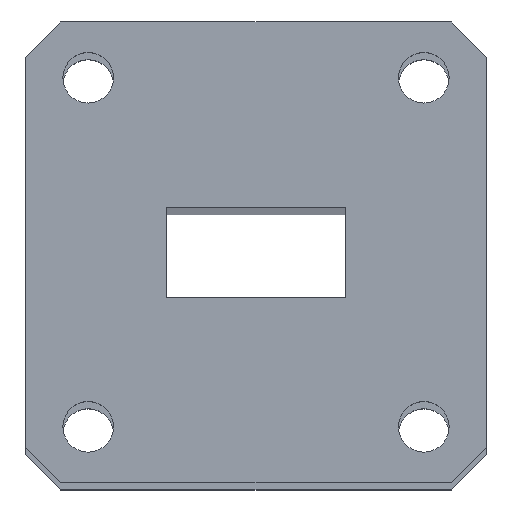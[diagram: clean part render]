
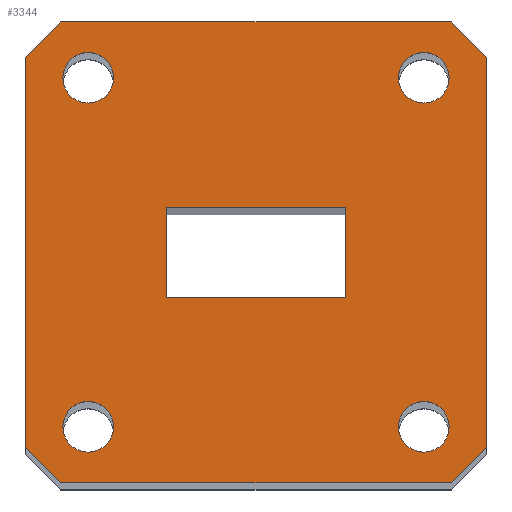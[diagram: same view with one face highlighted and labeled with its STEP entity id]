
A CAD part, top view. The second image highlights one B-rep face of the part: STEP entity #3344.
In plain terms, the highlighted planar face has unit normal (0, 0, 1).
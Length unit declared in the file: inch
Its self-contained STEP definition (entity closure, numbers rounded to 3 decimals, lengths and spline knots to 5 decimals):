
#2 = DIRECTION ( 'NONE',  ( 0., -1., 0. ) ) ;
#6 = ORIENTED_EDGE ( 'NONE', *, *, #4411, .F. ) ;
#64 = VECTOR ( 'NONE', #2, 39.37008 ) ;
#80 = DIRECTION ( 'NONE',  ( 1., 0., 0. ) ) ;
#140 = VERTEX_POINT ( 'NONE', #898 ) ;
#258 = CARTESIAN_POINT ( 'NONE',  ( 0.65591, -0.65591, 0. ) ) ;
#261 = DIRECTION ( 'NONE',  ( 0., 0., 1. ) ) ;
#383 = VERTEX_POINT ( 'NONE', #2020 ) ;
#412 = EDGE_CURVE ( 'NONE', #383, #383, #2455, .T. ) ;
#416 = LINE ( 'NONE', #2458, #2200 ) ;
#441 = CARTESIAN_POINT ( 'NONE',  ( 0.55, -0.497, 0. ) ) ;
#442 = AXIS2_PLACEMENT_3D ( 'NONE', #4090, #4153, #540 ) ;
#443 = DIRECTION ( 'NONE',  ( 0., 1., 0. ) ) ;
#471 = LINE ( 'NONE', #2104, #850 ) ;
#488 = ORIENTED_EDGE ( 'NONE', *, *, #2932, .T. ) ;
#540 = DIRECTION ( 'NONE',  ( 1., 0., 0. ) ) ;
#563 = EDGE_CURVE ( 'NONE', #4329, #4522, #4004, .T. ) ;
#620 = CARTESIAN_POINT ( 'NONE',  ( -0.255, 0.1275, 0. ) ) ;
#661 = EDGE_LOOP ( 'NONE', ( #6, #1112, #4578, #1935 ) ) ;
#715 = PLANE ( 'NONE',  #3483 ) ;
#783 = EDGE_CURVE ( 'NONE', #2344, #961, #4782, .T. ) ;
#850 = VECTOR ( 'NONE', #3960, 39.37008 ) ;
#861 = CARTESIAN_POINT ( 'NONE',  ( -0.65591, -0.55591, 0. ) ) ;
#898 = CARTESIAN_POINT ( 'NONE',  ( 0.55591, -0.65591, 0. ) ) ;
#944 = CARTESIAN_POINT ( 'NONE',  ( -0.478, -0.497, 0. ) ) ;
#961 = VERTEX_POINT ( 'NONE', #1888 ) ;
#1022 = EDGE_CURVE ( 'NONE', #4466, #4410, #1829, .T. ) ;
#1104 = EDGE_CURVE ( 'NONE', #1622, #1622, #4426, .T. ) ;
#1111 = LINE ( 'NONE', #258, #1248 ) ;
#1112 = ORIENTED_EDGE ( 'NONE', *, *, #2354, .F. ) ;
#1153 = VECTOR ( 'NONE', #2835, 39.37008 ) ;
#1172 = CARTESIAN_POINT ( 'NONE',  ( -0.255, -0.1275, 0. ) ) ;
#1174 = VERTEX_POINT ( 'NONE', #3394 ) ;
#1179 = VECTOR ( 'NONE', #3705, 39.37008 ) ;
#1191 = ORIENTED_EDGE ( 'NONE', *, *, #4648, .T. ) ;
#1194 = CARTESIAN_POINT ( 'NONE',  ( -0.255, -0.1275, 0. ) ) ;
#1209 = EDGE_CURVE ( 'NONE', #3251, #3251, #5018, .T. ) ;
#1248 = VECTOR ( 'NONE', #2727, 39.37008 ) ;
#1423 = DIRECTION ( 'NONE',  ( -0.707, 0.707, 0. ) ) ;
#1426 = ORIENTED_EDGE ( 'NONE', *, *, #3357, .T. ) ;
#1453 = CARTESIAN_POINT ( 'NONE',  ( 0.55591, 0.65591, 0. ) ) ;
#1470 = CARTESIAN_POINT ( 'NONE',  ( 0., 0., 0. ) ) ;
#1476 = DIRECTION ( 'NONE',  ( -1., 0., 0. ) ) ;
#1524 = CARTESIAN_POINT ( 'NONE',  ( -0.65591, 0.65591, 0. ) ) ;
#1567 = DIRECTION ( 'NONE',  ( 0., -1., 0. ) ) ;
#1622 = VERTEX_POINT ( 'NONE', #3663 ) ;
#1630 = LINE ( 'NONE', #1172, #64 ) ;
#1663 = ORIENTED_EDGE ( 'NONE', *, *, #1022, .T. ) ;
#1787 = VECTOR ( 'NONE', #2732, 39.37008 ) ;
#1825 = LINE ( 'NONE', #620, #3732 ) ;
#1829 = LINE ( 'NONE', #5052, #2208 ) ;
#1888 = CARTESIAN_POINT ( 'NONE',  ( 0.255, -0.1275, 0. ) ) ;
#1935 = ORIENTED_EDGE ( 'NONE', *, *, #2061, .F. ) ;
#1977 = FACE_BOUND ( 'NONE', #3637, .T. ) ;
#2020 = CARTESIAN_POINT ( 'NONE',  ( -0.406, 0.497, 0. ) ) ;
#2024 = CARTESIAN_POINT ( 'NONE',  ( -0.65591, -0.55591, 0. ) ) ;
#2061 = EDGE_CURVE ( 'NONE', #2581, #2344, #1630, .T. ) ;
#2069 = DIRECTION ( 'NONE',  ( 1., 0., 0. ) ) ;
#2104 = CARTESIAN_POINT ( 'NONE',  ( 0.55591, -0.65591, 0. ) ) ;
#2125 = ORIENTED_EDGE ( 'NONE', *, *, #5128, .T. ) ;
#2134 = LINE ( 'NONE', #3668, #3301 ) ;
#2161 = CARTESIAN_POINT ( 'NONE',  ( -0.478, 0.497, 0. ) ) ;
#2200 = VECTOR ( 'NONE', #443, 39.37008 ) ;
#2208 = VECTOR ( 'NONE', #1423, 39.37008 ) ;
#2276 = EDGE_LOOP ( 'NONE', ( #2719, #1191, #2125, #1663, #488, #1426, #2528, #4755 ) ) ;
#2344 = VERTEX_POINT ( 'NONE', #1194 ) ;
#2354 = EDGE_CURVE ( 'NONE', #961, #5006, #416, .T. ) ;
#2363 = ORIENTED_EDGE ( 'NONE', *, *, #412, .F. ) ;
#2420 = DIRECTION ( 'NONE',  ( 0., 0., 1. ) ) ;
#2455 = CIRCLE ( 'NONE', #3382, 0.072 ) ;
#2458 = CARTESIAN_POINT ( 'NONE',  ( 0.255, -0.1275, 0. ) ) ;
#2528 = ORIENTED_EDGE ( 'NONE', *, *, #2881, .T. ) ;
#2536 = CARTESIAN_POINT ( 'NONE',  ( -0.406, -0.497, 0. ) ) ;
#2581 = VERTEX_POINT ( 'NONE', #4316 ) ;
#2684 = CARTESIAN_POINT ( 'NONE',  ( -0.65591, -0.65591, 0. ) ) ;
#2703 = FACE_BOUND ( 'NONE', #4608, .T. ) ;
#2719 = ORIENTED_EDGE ( 'NONE', *, *, #4885, .T. ) ;
#2727 = DIRECTION ( 'NONE',  ( 0., 1., 0. ) ) ;
#2732 = DIRECTION ( 'NONE',  ( -0.707, -0.707, 0. ) ) ;
#2824 = DIRECTION ( 'NONE',  ( 1., 0., 0. ) ) ;
#2835 = DIRECTION ( 'NONE',  ( 0.707, -0.707, 0. ) ) ;
#2842 = AXIS2_PLACEMENT_3D ( 'NONE', #4068, #2420, #2824 ) ;
#2859 = VERTEX_POINT ( 'NONE', #2536 ) ;
#2881 = EDGE_CURVE ( 'NONE', #3183, #4329, #3762, .T. ) ;
#2932 = EDGE_CURVE ( 'NONE', #4410, #1174, #3520, .T. ) ;
#3106 = FACE_BOUND ( 'NONE', #3967, .T. ) ;
#3111 = DIRECTION ( 'NONE',  ( -1., 0., 0. ) ) ;
#3183 = VERTEX_POINT ( 'NONE', #4196 ) ;
#3251 = VERTEX_POINT ( 'NONE', #441 ) ;
#3301 = VECTOR ( 'NONE', #80, 39.37008 ) ;
#3344 = ADVANCED_FACE ( 'NONE', ( #4750, #1977, #3106, #2703, #3537, #4273 ), #715, .F. ) ;
#3357 = EDGE_CURVE ( 'NONE', #1174, #3183, #4672, .T. ) ;
#3382 = AXIS2_PLACEMENT_3D ( 'NONE', #2161, #261, #4694 ) ;
#3394 = CARTESIAN_POINT ( 'NONE',  ( -0.55591, 0.65591, 0. ) ) ;
#3399 = VERTEX_POINT ( 'NONE', #3615 ) ;
#3483 = AXIS2_PLACEMENT_3D ( 'NONE', #1470, #3953, #1567 ) ;
#3520 = LINE ( 'NONE', #1524, #3640 ) ;
#3537 = FACE_BOUND ( 'NONE', #661, .T. ) ;
#3615 = CARTESIAN_POINT ( 'NONE',  ( 0.65591, -0.55591, 0. ) ) ;
#3637 = EDGE_LOOP ( 'NONE', ( #5045 ) ) ;
#3640 = VECTOR ( 'NONE', #1476, 39.37008 ) ;
#3663 = CARTESIAN_POINT ( 'NONE',  ( 0.55, 0.497, 0. ) ) ;
#3668 = CARTESIAN_POINT ( 'NONE',  ( -0.65591, -0.65591, 0. ) ) ;
#3705 = DIRECTION ( 'NONE',  ( 0., -1., 0. ) ) ;
#3732 = VECTOR ( 'NONE', #3111, 39.37008 ) ;
#3737 = DIRECTION ( 'NONE',  ( 0., 0., 1. ) ) ;
#3762 = LINE ( 'NONE', #2684, #1179 ) ;
#3933 = EDGE_CURVE ( 'NONE', #2859, #2859, #4061, .T. ) ;
#3953 = DIRECTION ( 'NONE',  ( 0., 0., -1. ) ) ;
#3960 = DIRECTION ( 'NONE',  ( 0.707, 0.707, 0. ) ) ;
#3967 = EDGE_LOOP ( 'NONE', ( #4064 ) ) ;
#4004 = LINE ( 'NONE', #2024, #1153 ) ;
#4061 = CIRCLE ( 'NONE', #4994, 0.072 ) ;
#4064 = ORIENTED_EDGE ( 'NONE', *, *, #1104, .F. ) ;
#4068 = CARTESIAN_POINT ( 'NONE',  ( 0.478, 0.497, 0. ) ) ;
#4090 = CARTESIAN_POINT ( 'NONE',  ( 0.478, -0.497, 0. ) ) ;
#4153 = DIRECTION ( 'NONE',  ( 0., 0., 1. ) ) ;
#4196 = CARTESIAN_POINT ( 'NONE',  ( -0.65591, 0.55591, 0. ) ) ;
#4241 = VECTOR ( 'NONE', #2069, 39.37008 ) ;
#4273 = FACE_OUTER_BOUND ( 'NONE', #2276, .T. ) ;
#4279 = CARTESIAN_POINT ( 'NONE',  ( 0.65591, 0.55591, 0. ) ) ;
#4316 = CARTESIAN_POINT ( 'NONE',  ( -0.255, 0.1275, 0. ) ) ;
#4329 = VERTEX_POINT ( 'NONE', #861 ) ;
#4378 = CARTESIAN_POINT ( 'NONE',  ( -0.55591, -0.65591, 0. ) ) ;
#4410 = VERTEX_POINT ( 'NONE', #1453 ) ;
#4411 = EDGE_CURVE ( 'NONE', #5006, #2581, #1825, .T. ) ;
#4426 = CIRCLE ( 'NONE', #2842, 0.072 ) ;
#4466 = VERTEX_POINT ( 'NONE', #4279 ) ;
#4498 = CARTESIAN_POINT ( 'NONE',  ( -0.255, -0.1275, 0. ) ) ;
#4522 = VERTEX_POINT ( 'NONE', #4378 ) ;
#4578 = ORIENTED_EDGE ( 'NONE', *, *, #783, .F. ) ;
#4608 = EDGE_LOOP ( 'NONE', ( #2363 ) ) ;
#4638 = CARTESIAN_POINT ( 'NONE',  ( 0.255, 0.1275, 0. ) ) ;
#4648 = EDGE_CURVE ( 'NONE', #140, #3399, #471, .T. ) ;
#4672 = LINE ( 'NONE', #4722, #1787 ) ;
#4694 = DIRECTION ( 'NONE',  ( 1., 0., 0. ) ) ;
#4722 = CARTESIAN_POINT ( 'NONE',  ( -0.55591, 0.65591, 0. ) ) ;
#4745 = ORIENTED_EDGE ( 'NONE', *, *, #3933, .F. ) ;
#4750 = FACE_BOUND ( 'NONE', #5054, .T. ) ;
#4755 = ORIENTED_EDGE ( 'NONE', *, *, #563, .T. ) ;
#4782 = LINE ( 'NONE', #4498, #4241 ) ;
#4885 = EDGE_CURVE ( 'NONE', #4522, #140, #2134, .T. ) ;
#4994 = AXIS2_PLACEMENT_3D ( 'NONE', #944, #3737, #5027 ) ;
#5006 = VERTEX_POINT ( 'NONE', #4638 ) ;
#5018 = CIRCLE ( 'NONE', #442, 0.072 ) ;
#5027 = DIRECTION ( 'NONE',  ( 1., 0., 0. ) ) ;
#5045 = ORIENTED_EDGE ( 'NONE', *, *, #1209, .F. ) ;
#5052 = CARTESIAN_POINT ( 'NONE',  ( 0.65591, 0.55591, 0. ) ) ;
#5054 = EDGE_LOOP ( 'NONE', ( #4745 ) ) ;
#5128 = EDGE_CURVE ( 'NONE', #3399, #4466, #1111, .T. ) ;
